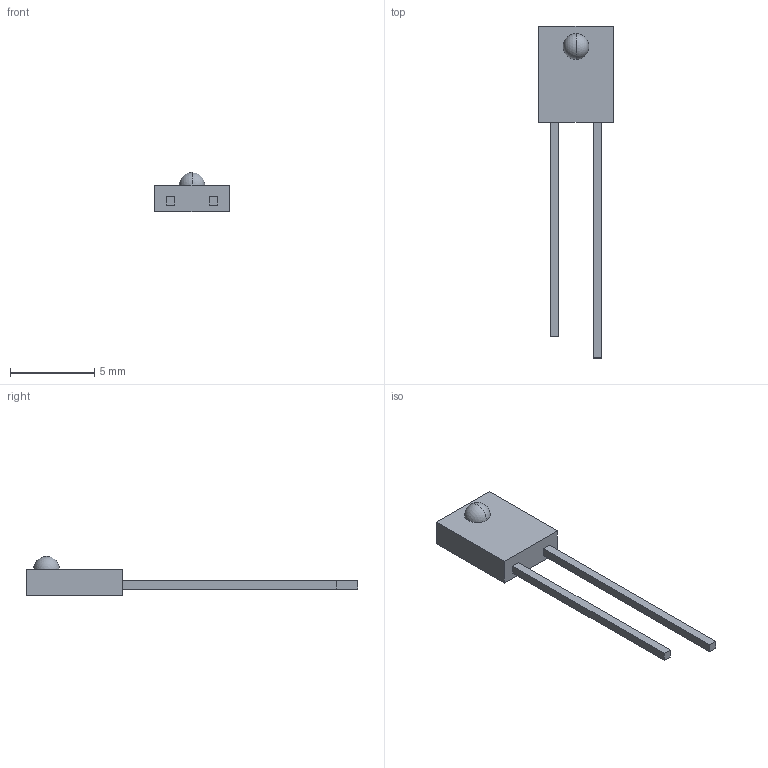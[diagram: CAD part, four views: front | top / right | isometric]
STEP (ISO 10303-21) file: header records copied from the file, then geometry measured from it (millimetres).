
FILE_DESCRIPTION (( 'STEP AP214' ), '1' );
FILE_NAME ('OP140A.STEP', '2019-11-04T16:04:36', ( '' ), ( '' ), 'SwSTEP 2.0', 'SolidWorks 2018', '' );
FILE_SCHEMA (( 'AUTOMOTIVE_DESIGN' ));
Length unit declared in the file: inch
Products named in the file (1): OP140A
Bounding box: 4.45 x 19.68 x 2.32 mm (x, y, z)
Volume: 47.8 mm3; surface area: 138.7 mm2
Topology: 1 solids, 1 shells, 18 faces, 40 edges, 27 vertices
Faces by surface type: plane 16, sphere 2
Entity records: 770 total; most frequent: CARTESIAN_POINT 86, DIRECTION 82, ORIENTED_EDGE 80, EDGE_CURVE 40, VECTOR 36, LINE 36, VERTEX_POINT 27, AXIS2_PLACEMENT_3D 23
